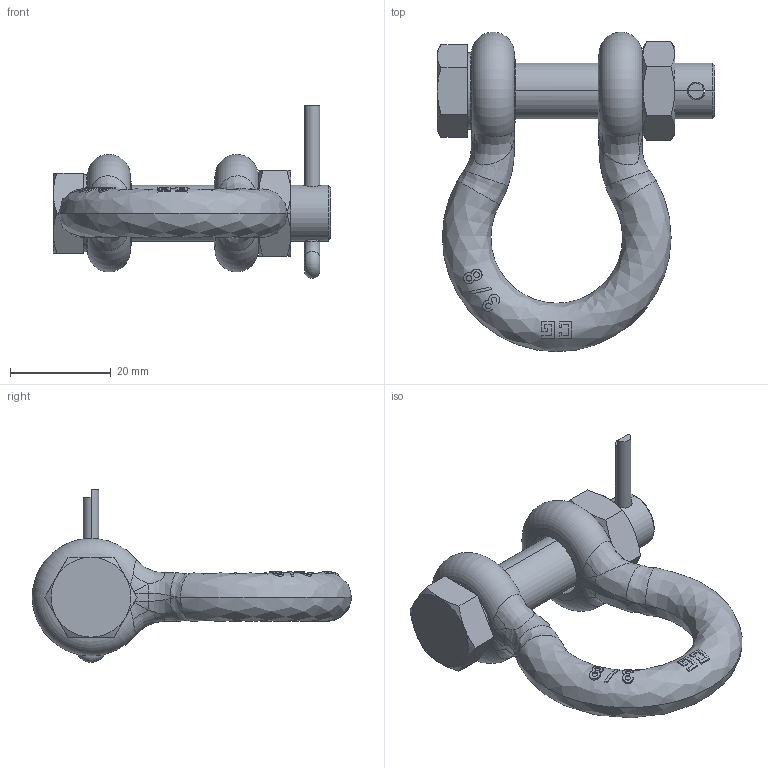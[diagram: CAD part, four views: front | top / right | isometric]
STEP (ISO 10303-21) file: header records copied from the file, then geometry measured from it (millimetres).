
FILE_DESCRIPTION((''),'2;1');
FILE_NAME('CROSBY_2130_038','2005-01-21T',('ADoughty'),('The Crosby Group, Inc.'),'PRO/ENGINEER BY PARAMETRIC TECHNOLOGY CORPORATION, 2004090','PRO/ENGINEER BY PARAMETRIC TECHNOLOGY CORPORATION, 2004090','');
FILE_SCHEMA(('CONFIG_CONTROL_DESIGN'));
Length unit declared in the file: inch
Products named in the file (1): CROSBY_2130_038
Bounding box: 55.12 x 63.5 x 34.32 mm (x, y, z)
Volume: 18300.5 mm3; surface area: 9359.8 mm2
Topology: 3 solids, 3 shells, 174 faces, 409 edges, 242 vertices
Faces by surface type: bspline 65, plane 52, cylinder 28, cone 20, torus 9
Entity records: 8993 total; most frequent: CARTESIAN_POINT 5590, ORIENTED_EDGE 810, DIRECTION 498, EDGE_CURVE 405, VERTEX_POINT 242, B_SPLINE_CURVE_WITH_KNOTS 213, AXIS2_PLACEMENT_3D 197, EDGE_LOOP 185
